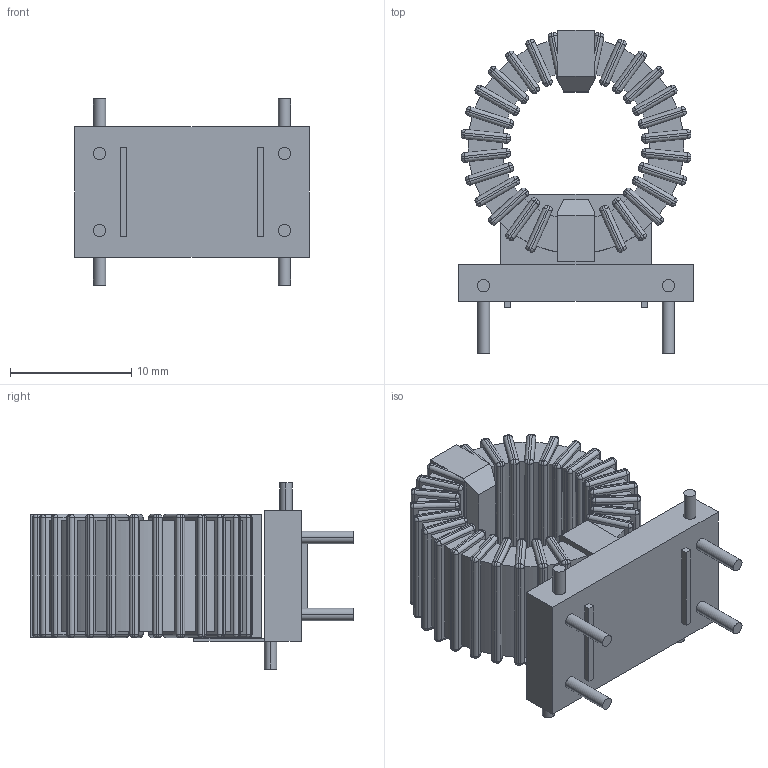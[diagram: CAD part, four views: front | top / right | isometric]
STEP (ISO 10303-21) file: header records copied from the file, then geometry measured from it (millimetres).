
FILE_DESCRIPTION((''),'2;1');
FILE_NAME('8101-RC','2012-08-14T',('ryans'),('Bourns, Inc.'),'PRO/ENGINEER BY PARAMETRIC TECHNOLOGY CORPORATION, 2010100','PRO/ENGINEER BY PARAMETRIC TECHNOLOGY CORPORATION, 2010100','');
FILE_SCHEMA(('CONFIG_CONTROL_DESIGN'));
Length unit declared in the file: inch
Products named in the file (1): 8101-RC
Bounding box: 19.3 x 26.67 x 15.37 mm (x, y, z)
Volume: 2294.6 mm3; surface area: 2749.1 mm2
Topology: 2 solids, 2 shells, 840 faces, 1720 edges, 942 vertices
Faces by surface type: cylinder 374, plane 262, sphere 204
Entity records: 21612 total; most frequent: DIRECTION 4142, CARTESIAN_POINT 3570, ORIENTED_EDGE 3440, EDGE_CURVE 1720, AXIS2_PLACEMENT_3D 1594, VECTOR 954, LINE 954, VERTEX_POINT 942
